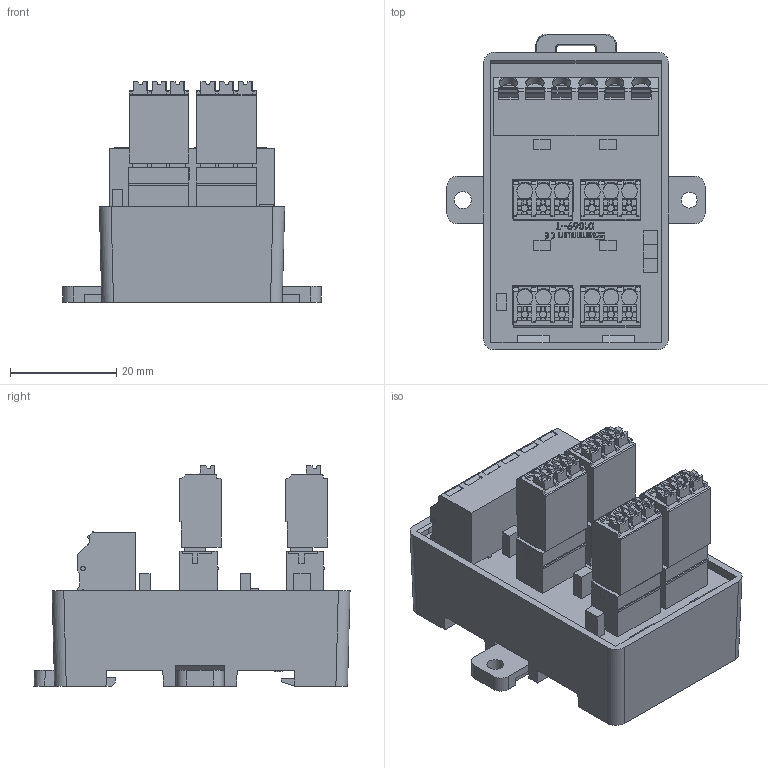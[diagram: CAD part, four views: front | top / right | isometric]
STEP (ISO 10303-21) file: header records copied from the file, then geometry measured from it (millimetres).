
FILE_DESCRIPTION(/* description */ (''),/* implementation_level */ '2;1');
FILE_NAME(/* name */ '',/* time_stamp */ '2025-10-08T18:08:08+08:00',/* author */ (''),/* organization */ (''),/* preprocessor_version */ 'ST-DEVELOPER v14',/* originating_system */ 'SIEMENS PLM Software NX 8.0',/* authorisation */ '');
FILE_SCHEMA (('AUTOMOTIVE_DESIGN { 1 0 10303 214 3 1 1 1 }'));
Products named in the file (1): Admi734035FFsegw
Bounding box: 48.6 x 59.51 x 41.55 mm (x, y, z)
Volume: 40551.1 mm3; surface area: 18531 mm2
Topology: 3 solids, 23 shells, 1908 faces, 5328 edges, 3540 vertices
Faces by surface type: plane 1566, cylinder 230, cone 76, sphere 12, extrusion 10, bspline 8, torus 6
Full cylindrical faces by diameter (mm): 0.85 x7, 3 x1, 3.2 x1, 3.3 x6
Entity records: 62026 total; most frequent: CARTESIAN_POINT 12288, ORIENTED_EDGE 10554, DIRECTION 9751, EDGE_CURVE 5277, VECTOR 4289, LINE 4279, VERTEX_POINT 3518, AXIS2_PLACEMENT_3D 2731
